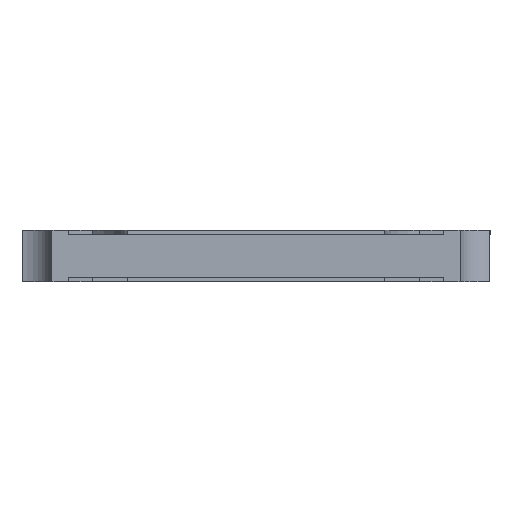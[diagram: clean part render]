
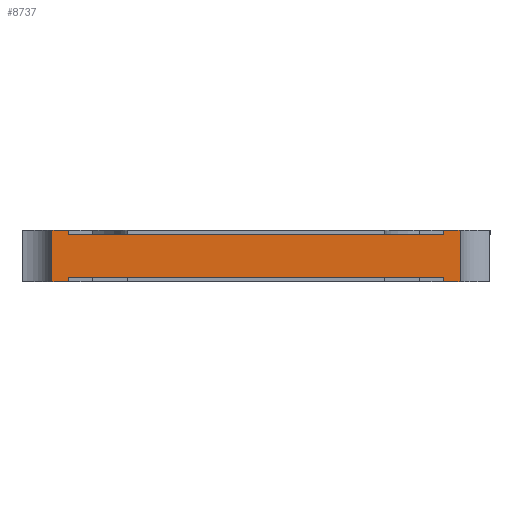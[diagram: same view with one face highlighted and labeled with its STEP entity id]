
A CAD part, front view. The second image highlights one B-rep face of the part: STEP entity #8737.
In plain terms, the highlighted planar face has unit normal (0, -1, 0).
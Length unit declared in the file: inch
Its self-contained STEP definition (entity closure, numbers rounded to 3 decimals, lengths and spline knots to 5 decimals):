
#2 = EDGE_CURVE ( 'NONE', #199, #5287, #6968, .T. ) ;
#199 = VERTEX_POINT ( 'NONE', #216 ) ;
#216 = CARTESIAN_POINT ( 'NONE',  ( 0.08, -0.0625, 0.002 ) ) ;
#251 = VECTOR ( 'NONE', #9308, 39.37008 ) ;
#264 = VERTEX_POINT ( 'NONE', #7327 ) ;
#450 = DIRECTION ( 'NONE',  ( 0., 0., -1. ) ) ;
#454 = VECTOR ( 'NONE', #9179, 39.37008 ) ;
#493 = LINE ( 'NONE', #8263, #454 ) ;
#644 = VECTOR ( 'NONE', #1404, 39.37008 ) ;
#664 = CARTESIAN_POINT ( 'NONE',  ( 0.08, -0.0625, 0.002 ) ) ;
#758 = CARTESIAN_POINT ( 'NONE',  ( 0.08, -0.0625, 0.022 ) ) ;
#944 = CARTESIAN_POINT ( 'NONE',  ( 0.0872, -0.0625, 0.02 ) ) ;
#1170 = LINE ( 'NONE', #9614, #5400 ) ;
#1190 = ORIENTED_EDGE ( 'NONE', *, *, #10114, .F. ) ;
#1356 = CARTESIAN_POINT ( 'NONE',  ( -0.08, -0.0625, 0. ) ) ;
#1404 = DIRECTION ( 'NONE',  ( -1., 0., 0. ) ) ;
#1497 = ORIENTED_EDGE ( 'NONE', *, *, #8811, .T. ) ;
#1736 = LINE ( 'NONE', #4144, #3044 ) ;
#1777 = ORIENTED_EDGE ( 'NONE', *, *, #5393, .T. ) ;
#1923 = ORIENTED_EDGE ( 'NONE', *, *, #2102, .T. ) ;
#2066 = VECTOR ( 'NONE', #4374, 39.37008 ) ;
#2072 = CARTESIAN_POINT ( 'NONE',  ( 0.1025, -0.0625, 0.02 ) ) ;
#2102 = EDGE_CURVE ( 'NONE', #5133, #2452, #2171, .T. ) ;
#2171 = LINE ( 'NONE', #5290, #644 ) ;
#2183 = VERTEX_POINT ( 'NONE', #5491 ) ;
#2424 = LINE ( 'NONE', #944, #5481 ) ;
#2452 = VERTEX_POINT ( 'NONE', #9746 ) ;
#2633 = EDGE_CURVE ( 'NONE', #6198, #6330, #1736, .T. ) ;
#2871 = CARTESIAN_POINT ( 'NONE',  ( -0.0872, -0.0625, 0.022 ) ) ;
#2935 = CARTESIAN_POINT ( 'NONE',  ( 0.1025, -0.0625, 0.002 ) ) ;
#3041 = CARTESIAN_POINT ( 'NONE',  ( 0.08, -0.0625, 0.02 ) ) ;
#3044 = VECTOR ( 'NONE', #6353, 39.37008 ) ;
#3129 = CARTESIAN_POINT ( 'NONE',  ( -0.1025, -0.0625, 0.022 ) ) ;
#3142 = ORIENTED_EDGE ( 'NONE', *, *, #2633, .T. ) ;
#3147 = EDGE_CURVE ( 'NONE', #6330, #5310, #493, .T. ) ;
#3407 = ORIENTED_EDGE ( 'NONE', *, *, #2, .F. ) ;
#3535 = CARTESIAN_POINT ( 'NONE',  ( -0.1025, -0.0625, 0.022 ) ) ;
#3672 = EDGE_CURVE ( 'NONE', #8540, #6198, #4300, .T. ) ;
#3729 = DIRECTION ( 'NONE',  ( 0., 0., -1. ) ) ;
#4144 = CARTESIAN_POINT ( 'NONE',  ( -0.0872, -0.0625, 0.02 ) ) ;
#4181 = EDGE_CURVE ( 'NONE', #199, #264, #8388, .T. ) ;
#4224 = CARTESIAN_POINT ( 'NONE',  ( 0.08, -0.0625, 0.02 ) ) ;
#4300 = LINE ( 'NONE', #3535, #5470 ) ;
#4374 = DIRECTION ( 'NONE',  ( 1., 0., 0. ) ) ;
#4563 = VECTOR ( 'NONE', #9483, 39.37008 ) ;
#4625 = CARTESIAN_POINT ( 'NONE',  ( -0.08, -0.0625, 0.02 ) ) ;
#4987 = VERTEX_POINT ( 'NONE', #758 ) ;
#5133 = VERTEX_POINT ( 'NONE', #4224 ) ;
#5146 = CARTESIAN_POINT ( 'NONE',  ( -0.0872, -0.0625, 0. ) ) ;
#5287 = VERTEX_POINT ( 'NONE', #9965 ) ;
#5290 = CARTESIAN_POINT ( 'NONE',  ( 0.1025, -0.0625, 0.02 ) ) ;
#5310 = VERTEX_POINT ( 'NONE', #1356 ) ;
#5386 = EDGE_CURVE ( 'NONE', #5133, #4987, #6939, .T. ) ;
#5393 = EDGE_CURVE ( 'NONE', #8892, #4987, #6370, .T. ) ;
#5400 = VECTOR ( 'NONE', #5672, 39.37008 ) ;
#5470 = VECTOR ( 'NONE', #7524, 39.37008 ) ;
#5481 = VECTOR ( 'NONE', #450, 39.37008 ) ;
#5491 = CARTESIAN_POINT ( 'NONE',  ( 0.0872, -0.0625, 0. ) ) ;
#5672 = DIRECTION ( 'NONE',  ( 0., 0., -1. ) ) ;
#5924 = FACE_OUTER_BOUND ( 'NONE', #7202, .T. ) ;
#6169 = ORIENTED_EDGE ( 'NONE', *, *, #5386, .F. ) ;
#6198 = VERTEX_POINT ( 'NONE', #2871 ) ;
#6290 = ORIENTED_EDGE ( 'NONE', *, *, #7328, .T. ) ;
#6330 = VERTEX_POINT ( 'NONE', #8326 ) ;
#6353 = DIRECTION ( 'NONE',  ( 0., 0., -1. ) ) ;
#6370 = LINE ( 'NONE', #3129, #4563 ) ;
#6712 = ORIENTED_EDGE ( 'NONE', *, *, #3147, .T. ) ;
#6788 = DIRECTION ( 'NONE',  ( 0., -1., 0. ) ) ;
#6903 = ORIENTED_EDGE ( 'NONE', *, *, #4181, .T. ) ;
#6939 = LINE ( 'NONE', #3041, #7668 ) ;
#6968 = LINE ( 'NONE', #2935, #251 ) ;
#7122 = EDGE_CURVE ( 'NONE', #5287, #5310, #1170, .T. ) ;
#7202 = EDGE_LOOP ( 'NONE', ( #3407, #6903, #1497, #1190, #1777, #6169, #1923, #6290, #9777, #3142, #6712, #8439 ) ) ;
#7327 = CARTESIAN_POINT ( 'NONE',  ( 0.08, -0.0625, 0. ) ) ;
#7328 = EDGE_CURVE ( 'NONE', #2452, #8540, #10110, .T. ) ;
#7524 = DIRECTION ( 'NONE',  ( -1., 0., 0. ) ) ;
#7608 = VECTOR ( 'NONE', #3729, 39.37008 ) ;
#7649 = LINE ( 'NONE', #5146, #2066 ) ;
#7668 = VECTOR ( 'NONE', #8515, 39.37008 ) ;
#7840 = DIRECTION ( 'NONE',  ( 0., 0., 1. ) ) ;
#8263 = CARTESIAN_POINT ( 'NONE',  ( -0.0872, -0.0625, 0. ) ) ;
#8326 = CARTESIAN_POINT ( 'NONE',  ( -0.0872, -0.0625, 0. ) ) ;
#8388 = LINE ( 'NONE', #664, #7608 ) ;
#8439 = ORIENTED_EDGE ( 'NONE', *, *, #7122, .F. ) ;
#8515 = DIRECTION ( 'NONE',  ( 0., 0., 1. ) ) ;
#8540 = VERTEX_POINT ( 'NONE', #9396 ) ;
#8592 = AXIS2_PLACEMENT_3D ( 'NONE', #2072, #6788, #9224 ) ;
#8737 = ADVANCED_FACE ( 'NONE', ( #5924 ), #9083, .T. ) ;
#8811 = EDGE_CURVE ( 'NONE', #264, #2183, #7649, .T. ) ;
#8892 = VERTEX_POINT ( 'NONE', #9916 ) ;
#9083 = PLANE ( 'NONE',  #8592 ) ;
#9159 = VECTOR ( 'NONE', #7840, 39.37008 ) ;
#9179 = DIRECTION ( 'NONE',  ( 1., 0., 0. ) ) ;
#9224 = DIRECTION ( 'NONE',  ( 0., 0., -1. ) ) ;
#9308 = DIRECTION ( 'NONE',  ( -1., 0., 0. ) ) ;
#9396 = CARTESIAN_POINT ( 'NONE',  ( -0.08, -0.0625, 0.022 ) ) ;
#9483 = DIRECTION ( 'NONE',  ( -1., 0., 0. ) ) ;
#9614 = CARTESIAN_POINT ( 'NONE',  ( -0.08, -0.0625, 0.002 ) ) ;
#9746 = CARTESIAN_POINT ( 'NONE',  ( -0.08, -0.0625, 0.02 ) ) ;
#9777 = ORIENTED_EDGE ( 'NONE', *, *, #3672, .T. ) ;
#9916 = CARTESIAN_POINT ( 'NONE',  ( 0.0872, -0.0625, 0.022 ) ) ;
#9965 = CARTESIAN_POINT ( 'NONE',  ( -0.08, -0.0625, 0.002 ) ) ;
#10110 = LINE ( 'NONE', #4625, #9159 ) ;
#10114 = EDGE_CURVE ( 'NONE', #8892, #2183, #2424, .T. ) ;
